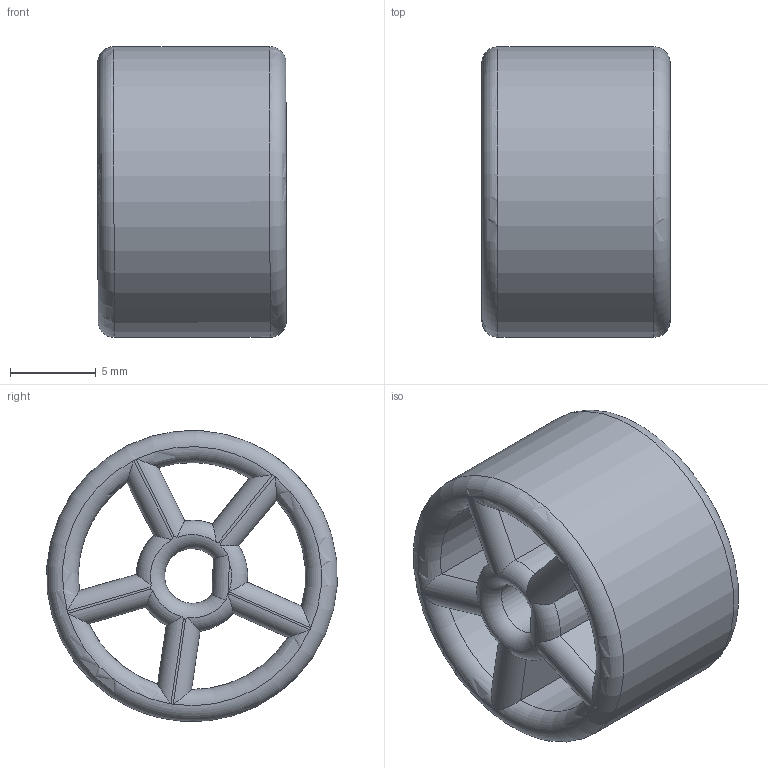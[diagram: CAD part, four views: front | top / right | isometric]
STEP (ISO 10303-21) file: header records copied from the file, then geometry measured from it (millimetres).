
FILE_DESCRIPTION(/* description */ (''),/* implementation_level */ '2;1');
FILE_NAME(/* name */ 'wheel.step',/* time_stamp */ '2023-12-12T10:53:24+01:00',/* author */ (''),/* organization */ (''),/* preprocessor_version */ 'ST-DEVELOPER v20',/* originating_system */ 'Autodesk Translation Framework v12.14.0.127',/* authorisation */ '');
FILE_SCHEMA (('AUTOMOTIVE_DESIGN { 1 0 10303 214 3 1 1 }'));
Length unit declared in the file: millimetre
Products named in the file (1): FusionComponent
Bounding box: 11.02 x 16.96 x 16.98 mm (x, y, z)
Volume: 1578.8 mm3; surface area: 1726 mm2
Topology: 1 solids, 1 shells, 80 faces, 226 edges, 136 vertices
Faces by surface type: cylinder 34, torus 24, plane 22
Full cylindrical faces by diameter (mm): 17 x1
Entity records: 3144 total; most frequent: CARTESIAN_POINT 1142, ORIENTED_EDGE 452, DIRECTION 376, EDGE_CURVE 226, AXIS2_PLACEMENT_3D 154, VERTEX_POINT 136, B_SPLINE_CURVE_WITH_KNOTS 85, FACE_OUTER_BOUND 80
